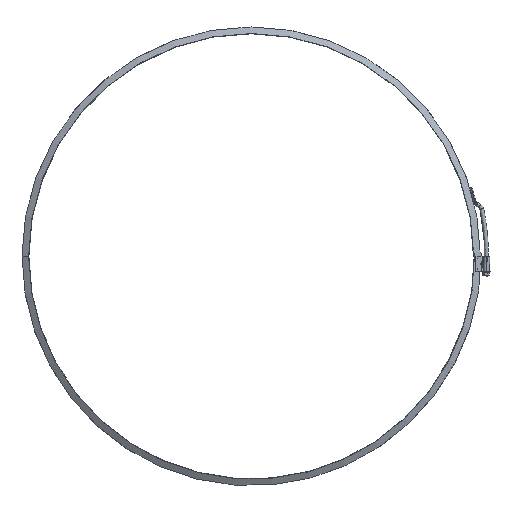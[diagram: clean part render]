
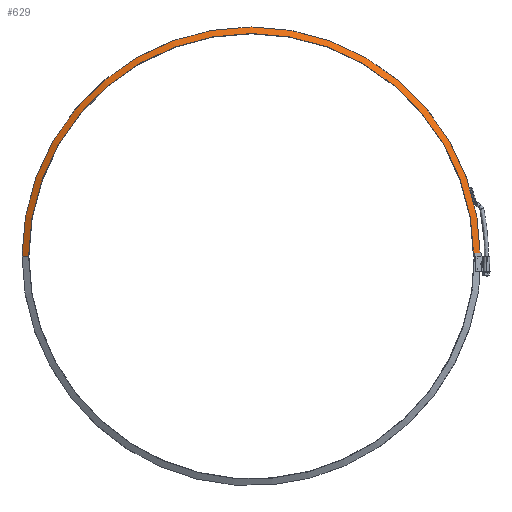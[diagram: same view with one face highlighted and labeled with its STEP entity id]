
A CAD part, top view. The second image highlights one B-rep face of the part: STEP entity #629.
In plain terms, the highlighted conical face has half-angle 60 degrees and reference radius 732.65 mm.
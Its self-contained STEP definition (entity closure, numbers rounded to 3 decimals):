
#287=CONICAL_SURFACE('',#2937,732.65,60.);
#459=FACE_OUTER_BOUND('',#1182,.T.);
#629=ADVANCED_FACE('',(#459),#287,.T.);
#784=LINE('',#5551,#898);
#795=LINE('',#5608,#909);
#898=VECTOR('',#3557,1.);
#909=VECTOR('',#3626,1.);
#1182=EDGE_LOOP('',(#1859,#1860,#1861,#1862));
#1859=ORIENTED_EDGE('',*,*,#2491,.T.);
#1860=ORIENTED_EDGE('',*,*,#2492,.T.);
#1861=ORIENTED_EDGE('',*,*,#2489,.F.);
#1862=ORIENTED_EDGE('',*,*,#2463,.F.);
#2120=VERTEX_POINT('',#5546);
#2122=VERTEX_POINT('',#5552);
#2137=VERTEX_POINT('',#5603);
#2138=VERTEX_POINT('',#5607);
#2463=EDGE_CURVE('',#2120,#2122,#784,.T.);
#2489=EDGE_CURVE('',#2122,#2137,#2645,.T.);
#2491=EDGE_CURVE('',#2120,#2138,#2647,.T.);
#2492=EDGE_CURVE('',#2138,#2137,#795,.T.);
#2645=CIRCLE('',#2933,753.25);
#2647=CIRCLE('',#2936,732.65);
#2933=AXIS2_PLACEMENT_3D('',#5602,#3618,#3619);
#2936=AXIS2_PLACEMENT_3D('',#5606,#3624,#3625);
#2937=AXIS2_PLACEMENT_3D('',#5609,#3627,#3628);
#3557=DIRECTION('',(-0.866,0.,-0.5));
#3618=DIRECTION('',(0.,0.,-1.));
#3619=DIRECTION('',(-1.,0.,0.));
#3624=DIRECTION('',(0.,0.,-1.));
#3625=DIRECTION('',(-1.,0.,0.));
#3626=DIRECTION('',(0.866,0.,-0.5));
#3627=DIRECTION('',(0.,0.,-1.));
#3628=DIRECTION('',(-1.,0.,0.));
#5546=CARTESIAN_POINT('',(-732.65,0.,18.681));
#5551=CARTESIAN_POINT('',(-732.65,0.,18.681));
#5552=CARTESIAN_POINT('',(-753.25,0.,6.788));
#5602=CARTESIAN_POINT('',(0.,0.,6.788));
#5603=CARTESIAN_POINT('',(753.25,0.,6.788));
#5606=CARTESIAN_POINT('',(0.,0.,18.681));
#5607=CARTESIAN_POINT('',(732.65,0.,18.681));
#5608=CARTESIAN_POINT('',(732.65,0.,18.681));
#5609=CARTESIAN_POINT('',(0.,0.,18.681));
